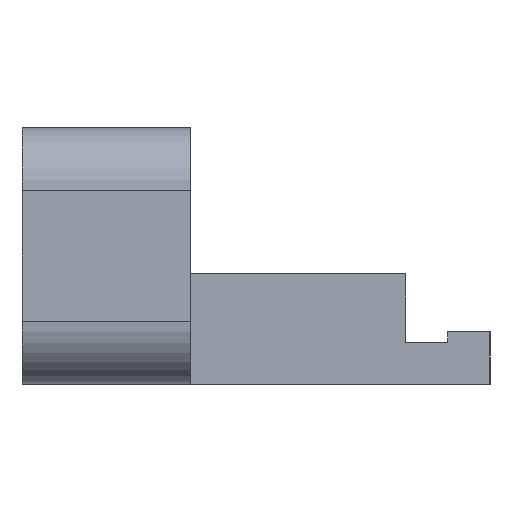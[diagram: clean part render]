
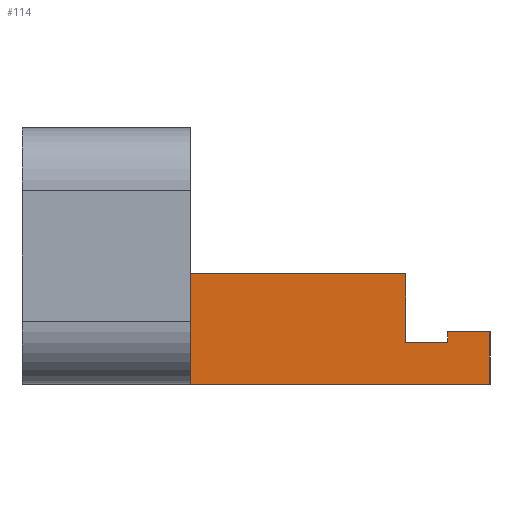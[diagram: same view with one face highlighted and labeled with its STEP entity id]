
A CAD part, left-side view. The second image highlights one B-rep face of the part: STEP entity #114.
In plain terms, the highlighted planar face has unit normal (-1, 0, 0).
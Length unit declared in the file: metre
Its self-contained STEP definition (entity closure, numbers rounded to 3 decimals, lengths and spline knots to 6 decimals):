
#114 = ADVANCED_FACE( '', ( #302 ), #303, .F. );
#302 = FACE_OUTER_BOUND( '', #567, .T. );
#303 = PLANE( '', #568 );
#567 = EDGE_LOOP( '', ( #842, #843, #844, #845, #846, #847, #848, #849 ) );
#568 = AXIS2_PLACEMENT_3D( '', #850, #851, #852 );
#842 = ORIENTED_EDGE( '', *, *, #1645, .F. );
#843 = ORIENTED_EDGE( '', *, *, #1646, .F. );
#844 = ORIENTED_EDGE( '', *, *, #1647, .F. );
#845 = ORIENTED_EDGE( '', *, *, #1648, .F. );
#846 = ORIENTED_EDGE( '', *, *, #1649, .T. );
#847 = ORIENTED_EDGE( '', *, *, #1650, .T. );
#848 = ORIENTED_EDGE( '', *, *, #1651, .T. );
#849 = ORIENTED_EDGE( '', *, *, #1652, .T. );
#850 = CARTESIAN_POINT( '', ( -0.02175, -0.02835, 0.0081 ) );
#851 = DIRECTION( '', ( 1., 0., 0. ) );
#852 = DIRECTION( '', ( 0., 1., 0. ) );
#1645 = EDGE_CURVE( '', #1980, #1981, #1982, .T. );
#1646 = EDGE_CURVE( '', #1983, #1980, #1984, .T. );
#1647 = EDGE_CURVE( '', #1985, #1983, #1986, .T. );
#1648 = EDGE_CURVE( '', #1987, #1985, #1988, .T. );
#1649 = EDGE_CURVE( '', #1987, #1989, #1990, .T. );
#1650 = EDGE_CURVE( '', #1989, #1991, #1992, .T. );
#1651 = EDGE_CURVE( '', #1991, #1993, #1994, .T. );
#1652 = EDGE_CURVE( '', #1993, #1981, #1995, .T. );
#1980 = VERTEX_POINT( '', #2471 );
#1981 = VERTEX_POINT( '', #2472 );
#1982 = LINE( '', #2473, #2474 );
#1983 = VERTEX_POINT( '', #2475 );
#1984 = LINE( '', #2476, #2477 );
#1985 = VERTEX_POINT( '', #2478 );
#1986 = LINE( '', #2479, #2480 );
#1987 = VERTEX_POINT( '', #2481 );
#1988 = LINE( '', #2482, #2483 );
#1989 = VERTEX_POINT( '', #2484 );
#1990 = LINE( '', #2485, #2486 );
#1991 = VERTEX_POINT( '', #2487 );
#1992 = LINE( '', #2488, #2489 );
#1993 = VERTEX_POINT( '', #2490 );
#1994 = LINE( '', #2491, #2492 );
#1995 = LINE( '', #2493, #2494 );
#2471 = CARTESIAN_POINT( '', ( -0.02175, -0.0141, 0.00525 ) );
#2472 = CARTESIAN_POINT( '', ( -0.02175, -0.02435, 0.00525 ) );
#2473 = CARTESIAN_POINT( '', ( -0.02175, -0.01135, 0.00525 ) );
#2474 = VECTOR( '', #3139, 1. );
#2475 = CARTESIAN_POINT( '', ( -0.02175, -0.0141, 0. ) );
#2476 = CARTESIAN_POINT( '', ( -0.02175, -0.0141, 0.0279 ) );
#2477 = VECTOR( '', #3140, 1. );
#2478 = CARTESIAN_POINT( '', ( -0.02175, -0.02835, 0. ) );
#2479 = CARTESIAN_POINT( '', ( -0.02175, -0.02835, 0. ) );
#2480 = VECTOR( '', #3141, 1. );
#2481 = CARTESIAN_POINT( '', ( -0.02175, -0.02835, 0.0025 ) );
#2482 = CARTESIAN_POINT( '', ( -0.02175, -0.02835, 0.0081 ) );
#2483 = VECTOR( '', #3142, 1. );
#2484 = CARTESIAN_POINT( '', ( -0.02175, -0.02635, 0.0025 ) );
#2485 = CARTESIAN_POINT( '', ( -0.02175, -0.02735, 0.0025 ) );
#2486 = VECTOR( '', #3143, 1. );
#2487 = CARTESIAN_POINT( '', ( -0.02175, -0.02635, 0.002 ) );
#2488 = CARTESIAN_POINT( '', ( -0.02175, -0.02635, 0.00225 ) );
#2489 = VECTOR( '', #3144, 1. );
#2490 = CARTESIAN_POINT( '', ( -0.02175, -0.02435, 0.002 ) );
#2491 = CARTESIAN_POINT( '', ( -0.02175, -0.02535, 0.002 ) );
#2492 = VECTOR( '', #3145, 1. );
#2493 = CARTESIAN_POINT( '', ( -0.02175, -0.02435, 0.007075 ) );
#2494 = VECTOR( '', #3146, 1. );
#3139 = DIRECTION( '', ( 0., -1., 0. ) );
#3140 = DIRECTION( '', ( 0., 0., 1. ) );
#3141 = DIRECTION( '', ( 0., 1., 0. ) );
#3142 = DIRECTION( '', ( 0., 0., -1. ) );
#3143 = DIRECTION( '', ( 0., 1., 0. ) );
#3144 = DIRECTION( '', ( 0., 0., -1. ) );
#3145 = DIRECTION( '', ( 0., 1., 0. ) );
#3146 = DIRECTION( '', ( 0., 0., 1. ) );
